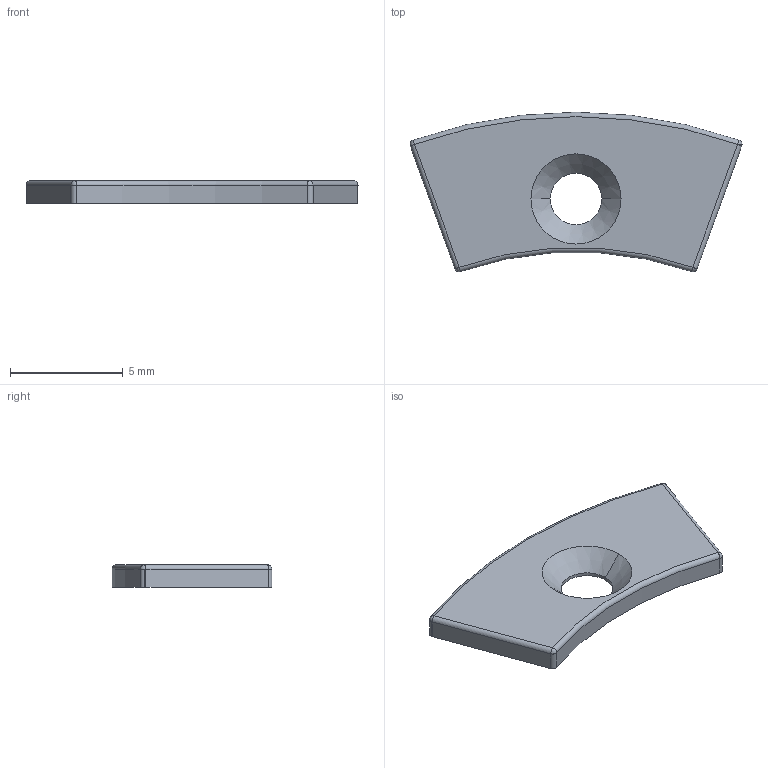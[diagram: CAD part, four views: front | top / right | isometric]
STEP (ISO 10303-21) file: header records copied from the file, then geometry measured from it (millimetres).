
FILE_DESCRIPTION (( 'STEP AP214' ), '1' );
FILE_NAME ('Drum - Carry Pin Stop Plate.STEP', '2025-07-06T08:34:48', ( '' ), ( '' ), 'SwSTEP 2.0', 'SolidWorks 2025', '' );
FILE_SCHEMA (( 'AUTOMOTIVE_DESIGN' ));
Length unit declared in the file: millimetre
Products named in the file (1): Drum - Carry Pin Stop Plate
Bounding box: 14.73 x 7.08 x 1 mm (x, y, z)
Volume: 72.7 mm3; surface area: 192 mm2
Topology: 1 solids, 1 shells, 24 faces, 55 edges, 31 vertices
Faces by surface type: cylinder 11, sphere 5, plane 4, cone 2, torus 2
Entity records: 685 total; most frequent: DIRECTION 133, CARTESIAN_POINT 105, ORIENTED_EDGE 102, AXIS2_PLACEMENT_3D 57, EDGE_CURVE 51, CIRCLE 32, VERTEX_POINT 29, EDGE_LOOP 26
